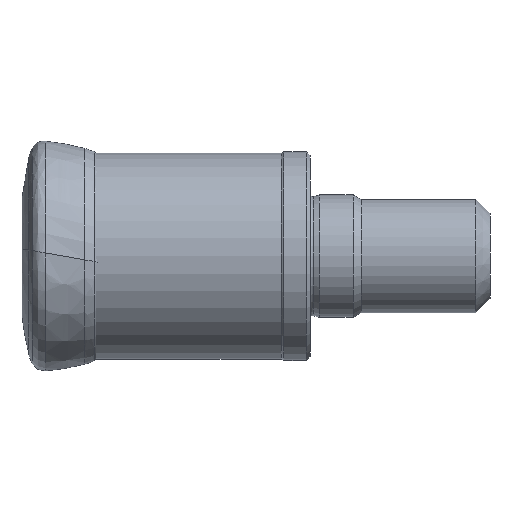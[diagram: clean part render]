
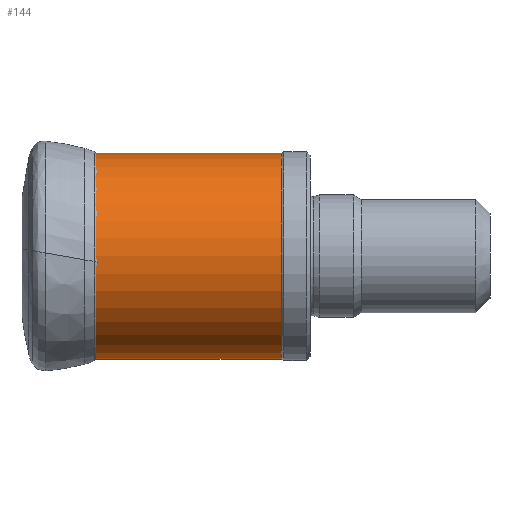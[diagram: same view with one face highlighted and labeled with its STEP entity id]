
A CAD part, front view. The second image highlights one B-rep face of the part: STEP entity #144.
In plain terms, the highlighted cylindrical face has radius 14.3 mm (diameter 28.6 mm), a full revolution.
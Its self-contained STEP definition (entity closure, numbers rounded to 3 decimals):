
#39=CYLINDRICAL_SURFACE('',#631,14.3);
#68=FACE_BOUND('',#245,.T.);
#69=FACE_BOUND('',#246,.T.);
#144=ADVANCED_FACE('',(#68,#69),#39,.T.);
#245=EDGE_LOOP('',(#408));
#246=EDGE_LOOP('',(#409));
#408=ORIENTED_EDGE('',*,*,#535,.F.);
#409=ORIENTED_EDGE('',*,*,#534,.T.);
#466=VERTEX_POINT('',#3295);
#467=VERTEX_POINT('',#3298);
#534=EDGE_CURVE('',#466,#466,#578,.T.);
#535=EDGE_CURVE('',#467,#467,#579,.T.);
#578=CIRCLE('',#628,14.3);
#579=CIRCLE('',#630,14.3);
#628=AXIS2_PLACEMENT_3D('',#3294,#727,#728);
#630=AXIS2_PLACEMENT_3D('',#3297,#731,#732);
#631=AXIS2_PLACEMENT_3D('',#3299,#733,#734);
#727=DIRECTION('',(-1.,0.,0.));
#728=DIRECTION('',(0.,0.,1.));
#731=DIRECTION('',(-1.,0.,0.));
#732=DIRECTION('',(0.,0.,1.));
#733=DIRECTION('',(-1.,0.,0.));
#734=DIRECTION('',(0.,0.,1.));
#3294=CARTESIAN_POINT('',(36.,0.,0.));
#3295=CARTESIAN_POINT('',(36.,0.,14.3));
#3297=CARTESIAN_POINT('',(7.96,0.,0.));
#3298=CARTESIAN_POINT('',(7.96,0.,14.3));
#3299=CARTESIAN_POINT('',(0.,0.,0.));
